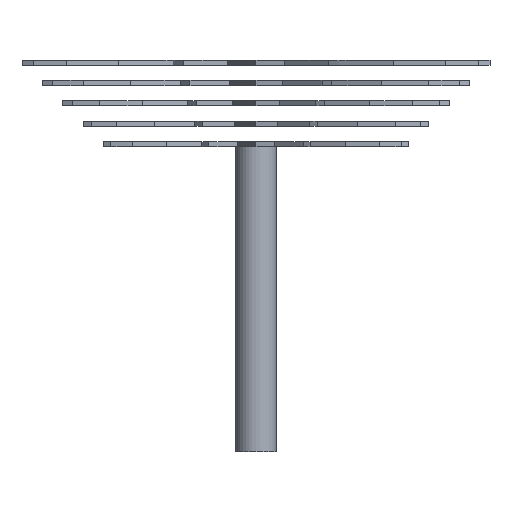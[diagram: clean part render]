
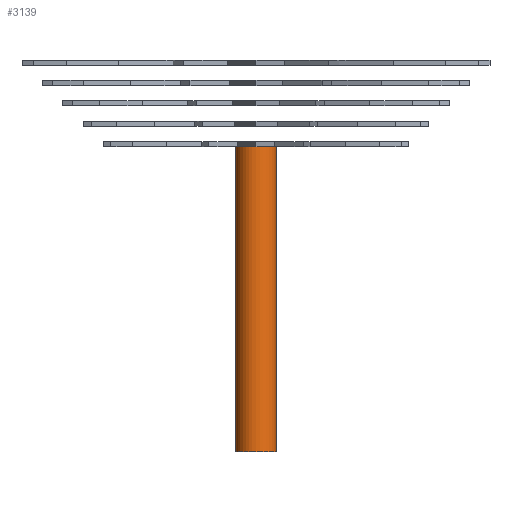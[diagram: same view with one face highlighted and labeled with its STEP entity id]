
A CAD part, front view. The second image highlights one B-rep face of the part: STEP entity #3139.
In plain terms, the highlighted cylindrical face has radius 2 mm (diameter 4 mm), a full revolution.
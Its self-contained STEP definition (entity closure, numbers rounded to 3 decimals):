
#66 = PLANE('',#67);
#67 = AXIS2_PLACEMENT_3D('',#68,#69,#70);
#68 = CARTESIAN_POINT('',(2.318,-7.133,0.));
#69 = DIRECTION('',(-0.,0.,-1.));
#70 = DIRECTION('',(-0.309,0.951,0.));
#1182 = EDGE_CURVE('',#1183,#1183,#1185,.T.);
#1183 = VERTEX_POINT('',#1184);
#1184 = CARTESIAN_POINT('',(2.,0.,0.));
#1185 = SURFACE_CURVE('',#1186,(#1191,#1202),.PCURVE_S1.);
#1186 = CIRCLE('',#1187,2.);
#1187 = AXIS2_PLACEMENT_3D('',#1188,#1189,#1190);
#1188 = CARTESIAN_POINT('',(0.,0.,0.));
#1189 = DIRECTION('',(0.,0.,1.));
#1190 = DIRECTION('',(1.,0.,0.));
#1191 = PCURVE('',#66,#1192);
#1192 = DEFINITIONAL_REPRESENTATION('',(#1193),#1201);
#1193 = ( BOUNDED_CURVE() B_SPLINE_CURVE(2,(#1194,#1195,#1196,#1197,
#1198,#1199,#1200),.UNSPECIFIED.,.T.,.F.) B_SPLINE_CURVE_WITH_KNOTS((1,2
    ,2,2,2,1),(-2.094,0.,2.094,4.189,
6.283,8.378),.UNSPECIFIED.) CURVE() 
GEOMETRIC_REPRESENTATION_ITEM() RATIONAL_B_SPLINE_CURVE((1.,0.5,1.,0.5,
1.,0.5,1.)) REPRESENTATION_ITEM('') );
#1194 = CARTESIAN_POINT('',(6.882,1.902));
#1195 = CARTESIAN_POINT('',(10.177,2.973));
#1196 = CARTESIAN_POINT('',(9.456,-0.416));
#1197 = CARTESIAN_POINT('',(8.736,-3.804));
#1198 = CARTESIAN_POINT('',(6.162,-1.486));
#1199 = CARTESIAN_POINT('',(3.587,0.832));
#1200 = CARTESIAN_POINT('',(6.882,1.902));
#1201 = ( GEOMETRIC_REPRESENTATION_CONTEXT(2) 
PARAMETRIC_REPRESENTATION_CONTEXT() REPRESENTATION_CONTEXT('2D SPACE',''
  ) );
#1202 = PCURVE('',#1203,#1208);
#1203 = CYLINDRICAL_SURFACE('',#1204,2.);
#1204 = AXIS2_PLACEMENT_3D('',#1205,#1206,#1207);
#1205 = CARTESIAN_POINT('',(0.,0.,0.));
#1206 = DIRECTION('',(0.,0.,1.));
#1207 = DIRECTION('',(1.,0.,0.));
#1208 = DEFINITIONAL_REPRESENTATION('',(#1209),#1213);
#1209 = LINE('',#1210,#1211);
#1210 = CARTESIAN_POINT('',(0.,0.));
#1211 = VECTOR('',#1212,1.);
#1212 = DIRECTION('',(1.,0.));
#1213 = ( GEOMETRIC_REPRESENTATION_CONTEXT(2) 
PARAMETRIC_REPRESENTATION_CONTEXT() REPRESENTATION_CONTEXT('2D SPACE',''
  ) );
#3139 = ADVANCED_FACE('',(#3140),#1203,.T.);
#3140 = FACE_BOUND('',#3141,.T.);
#3141 = EDGE_LOOP('',(#3142,#3165,#3192,#3193));
#3142 = ORIENTED_EDGE('',*,*,#3143,.T.);
#3143 = EDGE_CURVE('',#1183,#3144,#3146,.T.);
#3144 = VERTEX_POINT('',#3145);
#3145 = CARTESIAN_POINT('',(2.,0.,-30.));
#3146 = SEAM_CURVE('',#3147,(#3151,#3158),.PCURVE_S1.);
#3147 = LINE('',#3148,#3149);
#3148 = CARTESIAN_POINT('',(2.,0.,0.));
#3149 = VECTOR('',#3150,1.);
#3150 = DIRECTION('',(-0.,-0.,-1.));
#3151 = PCURVE('',#1203,#3152);
#3152 = DEFINITIONAL_REPRESENTATION('',(#3153),#3157);
#3153 = LINE('',#3154,#3155);
#3154 = CARTESIAN_POINT('',(0.,0.));
#3155 = VECTOR('',#3156,1.);
#3156 = DIRECTION('',(0.,-1.));
#3157 = ( GEOMETRIC_REPRESENTATION_CONTEXT(2) 
PARAMETRIC_REPRESENTATION_CONTEXT() REPRESENTATION_CONTEXT('2D SPACE',''
  ) );
#3158 = PCURVE('',#1203,#3159);
#3159 = DEFINITIONAL_REPRESENTATION('',(#3160),#3164);
#3160 = LINE('',#3161,#3162);
#3161 = CARTESIAN_POINT('',(6.283,0.));
#3162 = VECTOR('',#3163,1.);
#3163 = DIRECTION('',(0.,-1.));
#3164 = ( GEOMETRIC_REPRESENTATION_CONTEXT(2) 
PARAMETRIC_REPRESENTATION_CONTEXT() REPRESENTATION_CONTEXT('2D SPACE',''
  ) );
#3165 = ORIENTED_EDGE('',*,*,#3166,.T.);
#3166 = EDGE_CURVE('',#3144,#3144,#3167,.T.);
#3167 = SURFACE_CURVE('',#3168,(#3173,#3180),.PCURVE_S1.);
#3168 = CIRCLE('',#3169,2.);
#3169 = AXIS2_PLACEMENT_3D('',#3170,#3171,#3172);
#3170 = CARTESIAN_POINT('',(0.,0.,-30.));
#3171 = DIRECTION('',(0.,0.,1.));
#3172 = DIRECTION('',(1.,0.,0.));
#3173 = PCURVE('',#1203,#3174);
#3174 = DEFINITIONAL_REPRESENTATION('',(#3175),#3179);
#3175 = LINE('',#3176,#3177);
#3176 = CARTESIAN_POINT('',(0.,-30.));
#3177 = VECTOR('',#3178,1.);
#3178 = DIRECTION('',(1.,0.));
#3179 = ( GEOMETRIC_REPRESENTATION_CONTEXT(2) 
PARAMETRIC_REPRESENTATION_CONTEXT() REPRESENTATION_CONTEXT('2D SPACE',''
  ) );
#3180 = PCURVE('',#3181,#3186);
#3181 = PLANE('',#3182);
#3182 = AXIS2_PLACEMENT_3D('',#3183,#3184,#3185);
#3183 = CARTESIAN_POINT('',(0.,0.,-30.)
  );
#3184 = DIRECTION('',(0.,0.,1.));
#3185 = DIRECTION('',(1.,0.,-0.));
#3186 = DEFINITIONAL_REPRESENTATION('',(#3187),#3191);
#3187 = CIRCLE('',#3188,2.);
#3188 = AXIS2_PLACEMENT_2D('',#3189,#3190);
#3189 = CARTESIAN_POINT('',(0.,0.));
#3190 = DIRECTION('',(1.,0.));
#3191 = ( GEOMETRIC_REPRESENTATION_CONTEXT(2) 
PARAMETRIC_REPRESENTATION_CONTEXT() REPRESENTATION_CONTEXT('2D SPACE',''
  ) );
#3192 = ORIENTED_EDGE('',*,*,#3143,.F.);
#3193 = ORIENTED_EDGE('',*,*,#1182,.F.);
